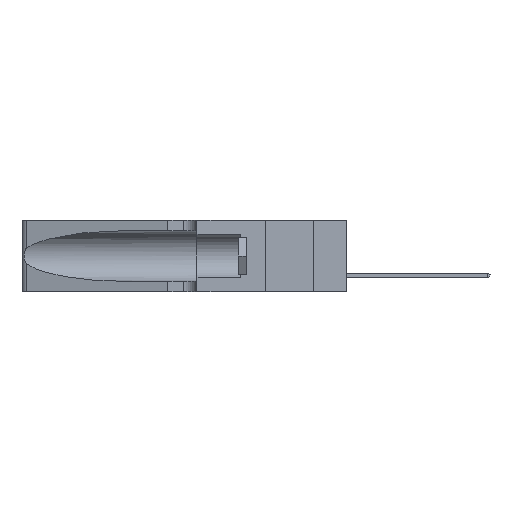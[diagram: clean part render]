
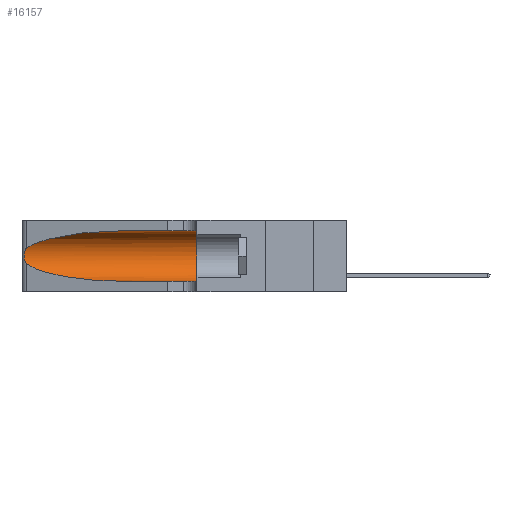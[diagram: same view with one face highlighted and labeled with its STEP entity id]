
A CAD part, left-side view. The second image highlights one B-rep face of the part: STEP entity #16157.
In plain terms, the highlighted cylindrical face has radius 3.308 mm (diameter 6.617 mm), a partial arc.
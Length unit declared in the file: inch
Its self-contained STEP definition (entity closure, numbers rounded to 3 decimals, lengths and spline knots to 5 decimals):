
#70 = CARTESIAN_POINT ( 'NONE',  ( 0.25854, 1.2359, 0.20912 ) ) ;
#273 = DIRECTION ( 'NONE',  ( 0., 0., -1. ) ) ;
#394 = DIRECTION ( 'NONE',  ( 0., -1., 0. ) ) ;
#1004 =( BOUNDED_CURVE ( )  B_SPLINE_CURVE ( 3, ( #21642, #13756, #18273, #3948 ),
 .UNSPECIFIED., .F., .T. ) 
 B_SPLINE_CURVE_WITH_KNOTS ( ( 4, 4 ),
 ( 1.5708, 2.84003 ),
 .UNSPECIFIED. ) 
 CURVE ( )  GEOMETRIC_REPRESENTATION_ITEM ( )  RATIONAL_B_SPLINE_CURVE ( ( 1., 0.87, 0.87, 1. ) ) 
 REPRESENTATION_ITEM ( '' )  );
#1899 = EDGE_CURVE ( 'NONE', #2379, #24529, #9213, .T. ) ;
#1978 = EDGE_CURVE ( 'NONE', #25356, #2379, #7628, .T. ) ;
#2061 = ORIENTED_EDGE ( 'NONE', *, *, #17546, .T. ) ;
#2234 = ORIENTED_EDGE ( 'NONE', *, *, #11739, .T. ) ;
#2286 = FACE_OUTER_BOUND ( 'NONE', #19218, .T. ) ;
#2379 = VERTEX_POINT ( 'NONE', #4027 ) ;
#3022 = DIRECTION ( 'NONE',  ( 0., 0., 1. ) ) ;
#3340 = CARTESIAN_POINT ( 'NONE',  ( 0.25639, 1.23186, 0.15144 ) ) ;
#3948 = CARTESIAN_POINT ( 'NONE',  ( 0.25487, 1.22718, 0.22369 ) ) ;
#4027 = CARTESIAN_POINT ( 'NONE',  ( 0.1305, 0.35, 0.31525 ) ) ;
#5076 = CARTESIAN_POINT ( 'NONE',  ( 0.1305, 1.61858, 0.31525 ) ) ;
#5399 = ORIENTED_EDGE ( 'NONE', *, *, #1978, .F. ) ;
#5986 = CARTESIAN_POINT ( 'NONE',  ( 0.25487, 1.22718, 0.22369 ) ) ;
#6423 = LINE ( 'NONE', #10437, #23936 ) ;
#6690 = CARTESIAN_POINT ( 'NONE',  ( 0.1305, 1.61858, 0.185 ) ) ;
#6961 = ORIENTED_EDGE ( 'NONE', *, *, #25314, .T. ) ;
#7051 = CYLINDRICAL_SURFACE ( 'NONE', #23839, 0.13025 ) ;
#7628 = LINE ( 'NONE', #5076, #17844 ) ;
#8102 = CARTESIAN_POINT ( 'NONE',  ( 0.25487, 1.22718, 0.14631 ) ) ;
#8555 = VERTEX_POINT ( 'NONE', #25058 ) ;
#9213 = CIRCLE ( 'NONE', #18055, 0.13025 ) ;
#9551 = VERTEX_POINT ( 'NONE', #5986 ) ;
#10437 = CARTESIAN_POINT ( 'NONE',  ( 0.1305, 1.61858, 0.05475 ) ) ;
#11024 = CARTESIAN_POINT ( 'NONE',  ( 0.26075, 1.23896, 0.178 ) ) ;
#11194 = CARTESIAN_POINT ( 'NONE',  ( 0.1305, 0.35, 0.185 ) ) ;
#11739 = EDGE_CURVE ( 'NONE', #8555, #24529, #6423, .T. ) ;
#12397 =( BOUNDED_CURVE ( )  B_SPLINE_CURVE ( 3, ( #24198, #14108, #20296, #24442 ),
 .UNSPECIFIED., .F., .T. ) 
 B_SPLINE_CURVE_WITH_KNOTS ( ( 4, 4 ),
 ( 3.44316, 4.71239 ),
 .UNSPECIFIED. ) 
 CURVE ( )  GEOMETRIC_REPRESENTATION_ITEM ( )  RATIONAL_B_SPLINE_CURVE ( ( 1., 0.87, 0.87, 1. ) ) 
 REPRESENTATION_ITEM ( '' )  );
#13108 = DIRECTION ( 'NONE',  ( 0., -1., 0. ) ) ;
#13185 = CARTESIAN_POINT ( 'NONE',  ( 0.25789, 1.23486, 0.15765 ) ) ;
#13675 = CARTESIAN_POINT ( 'NONE',  ( 0.1305, 0.72297, 0.31525 ) ) ;
#13756 = CARTESIAN_POINT ( 'NONE',  ( 0.18966, 0.96281, 0.31525 ) ) ;
#14108 = CARTESIAN_POINT ( 'NONE',  ( 0.2373, 1.15595, 0.08982 ) ) ;
#14804 = CARTESIAN_POINT ( 'NONE',  ( 0.25856, 1.23593, 0.16098 ) ) ;
#15332 = DIRECTION ( 'NONE',  ( 0., 1., 0. ) ) ;
#15570 = CARTESIAN_POINT ( 'NONE',  ( 0.26018, 1.23835, 0.19895 ) ) ;
#16113 = VERTEX_POINT ( 'NONE', #8102 ) ;
#16157 = ADVANCED_FACE ( 'NONE', ( #2286 ), #7051, .F. ) ;
#16692 = CARTESIAN_POINT ( 'NONE',  ( 0.25555, 1.22994, 0.2215 ) ) ;
#17546 = EDGE_CURVE ( 'NONE', #25356, #9551, #1004, .T. ) ;
#17844 = VECTOR ( 'NONE', #13108, 39.37008 ) ;
#18055 = AXIS2_PLACEMENT_3D ( 'NONE', #11194, #15332, #3022 ) ;
#18273 = CARTESIAN_POINT ( 'NONE',  ( 0.2373, 1.15595, 0.28018 ) ) ;
#18323 = ORIENTED_EDGE ( 'NONE', *, *, #1899, .F. ) ;
#18569 = CARTESIAN_POINT ( 'NONE',  ( 0.25555, 1.22993, 0.14849 ) ) ;
#19218 = EDGE_LOOP ( 'NONE', ( #2061, #6961, #25847, #2234, #18323, #5399 ) ) ;
#19571 = CARTESIAN_POINT ( 'NONE',  ( 0.25487, 1.22718, 0.22369 ) ) ;
#19717 = CARTESIAN_POINT ( 'NONE',  ( 0.25487, 1.22718, 0.14631 ) ) ;
#20296 = CARTESIAN_POINT ( 'NONE',  ( 0.18966, 0.96281, 0.05475 ) ) ;
#20807 = CARTESIAN_POINT ( 'NONE',  ( 0.1305, 0.35, 0.05475 ) ) ;
#20827 = DIRECTION ( 'NONE',  ( 0., -1., 0. ) ) ;
#21642 = CARTESIAN_POINT ( 'NONE',  ( 0.1305, 0.72297, 0.31525 ) ) ;
#23567 = CARTESIAN_POINT ( 'NONE',  ( 0.26075, 1.23896, 0.19203 ) ) ;
#23839 = AXIS2_PLACEMENT_3D ( 'NONE', #6690, #20827, #273 ) ;
#23936 = VECTOR ( 'NONE', #394, 39.37008 ) ;
#24198 = CARTESIAN_POINT ( 'NONE',  ( 0.25487, 1.22718, 0.14631 ) ) ;
#24312 = CARTESIAN_POINT ( 'NONE',  ( 0.25787, 1.23484, 0.2124 ) ) ;
#24426 = CARTESIAN_POINT ( 'NONE',  ( 0.25639, 1.23184, 0.21858 ) ) ;
#24442 = CARTESIAN_POINT ( 'NONE',  ( 0.1305, 0.72297, 0.05475 ) ) ;
#24529 = VERTEX_POINT ( 'NONE', #20807 ) ;
#24651 = EDGE_CURVE ( 'NONE', #16113, #8555, #12397, .T. ) ;
#25058 = CARTESIAN_POINT ( 'NONE',  ( 0.1305, 0.72297, 0.05475 ) ) ;
#25275 = CARTESIAN_POINT ( 'NONE',  ( 0.26017, 1.23833, 0.17102 ) ) ;
#25314 = EDGE_CURVE ( 'NONE', #9551, #16113, #25417, .T. ) ;
#25356 = VERTEX_POINT ( 'NONE', #13675 ) ;
#25417 = B_SPLINE_CURVE_WITH_KNOTS ( 'NONE', 3,
 ( #19571, #16692, #24426, #24312, #70, #15570, #23567, #11024, #25275, #14804, #13185, #3340, #18569, #19717 ),
 .UNSPECIFIED., .F., .F.,
 ( 4, 2, 2, 2, 2, 2, 4 ),
 ( 0., 0.00027, 0.00053, 0.00107, 0.0016, 0.00187, 0.00214 ),
 .UNSPECIFIED. ) ;
#25847 = ORIENTED_EDGE ( 'NONE', *, *, #24651, .T. ) ;
